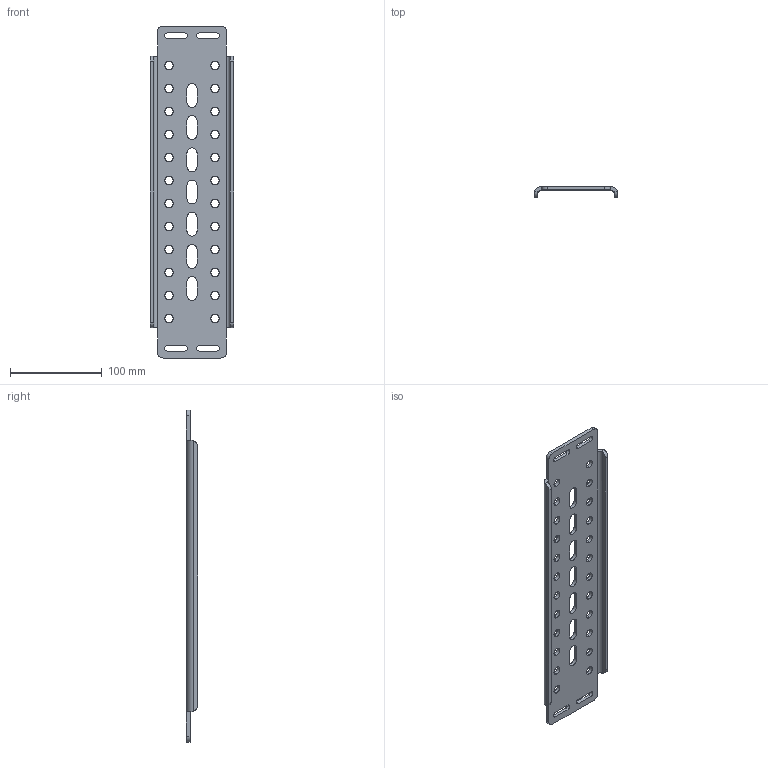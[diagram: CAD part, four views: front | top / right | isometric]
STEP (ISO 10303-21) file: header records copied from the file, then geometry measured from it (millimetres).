
FILE_DESCRIPTION (( 'STEP AP214' ), '1' );
FILE_NAME ('998.040.STEP', '2024-10-01T10:46:59', ( '' ), ( '' ), 'SwSTEP 2.0', 'SolidWorks 2021', '' );
FILE_SCHEMA (( 'AUTOMOTIVE_DESIGN' ));
Length unit declared in the file: millimetre
Products named in the file (1): 998.040
Bounding box: 91 x 12 x 361 mm (x, y, z)
Volume: 124142.5 mm3; surface area: 71119.6 mm2
Topology: 1 solids, 1 shells, 129 faces, 373 edges, 246 vertices
Faces by surface type: cylinder 89, plane 40
Entity records: 4527 total; most frequent: DIRECTION 803, CARTESIAN_POINT 797, ORIENTED_EDGE 746, EDGE_CURVE 373, AXIS2_PLACEMENT_3D 308, VERTEX_POINT 246, EDGE_LOOP 199, LINE 187
